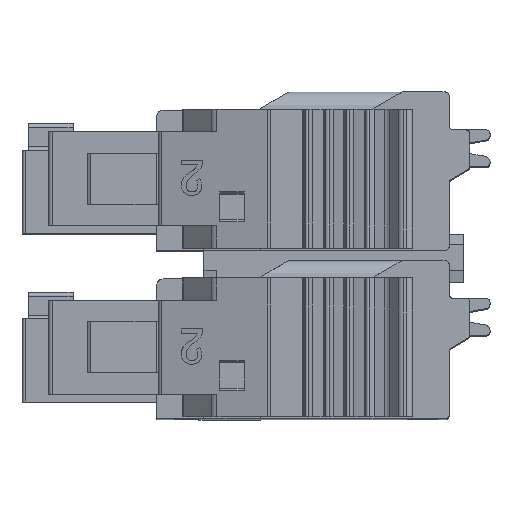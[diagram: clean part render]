
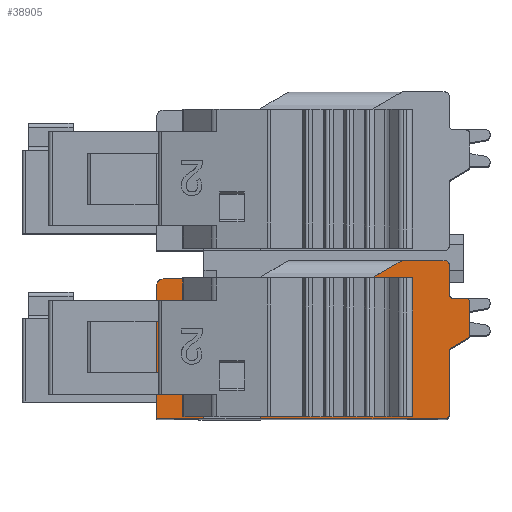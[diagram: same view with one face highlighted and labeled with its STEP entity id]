
A CAD part, top view. The second image highlights one B-rep face of the part: STEP entity #38905.
In plain terms, the highlighted planar face has unit normal (0, 0, 1).
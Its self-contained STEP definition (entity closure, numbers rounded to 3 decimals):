
#183=DIRECTION('',(0.,1.,0.));
#184=VECTOR('',#183,3.107);
#185=CARTESIAN_POINT('',(34.256,8.538,37.275));
#186=LINE('',#185,#184);
#291=DIRECTION('',(1.,0.,0.));
#292=VECTOR('',#291,14.1);
#293=CARTESIAN_POINT('',(19.956,8.338,37.275));
#294=LINE('',#293,#292);
#419=DIRECTION('',(0.,-1.,0.));
#420=VECTOR('',#419,6.55);
#421=CARTESIAN_POINT('',(19.956,14.888,37.275));
#422=LINE('',#421,#420);
#3216=DIRECTION('',(1.,0.,0.));
#3217=VECTOR('',#3216,0.968);
#3218=CARTESIAN_POINT('',(26.932,8.438,37.275));
#3219=LINE('',#3218,#3217);
#3220=DIRECTION('',(0.866,0.5,0.));
#3221=VECTOR('',#3220,1.8);
#3222=CARTESIAN_POINT('',(30.397,15.188,37.275));
#3223=LINE('',#3222,#3221);
#3224=CARTESIAN_POINT('',(34.056,15.888,37.275));
#3225=DIRECTION('',(0.,0.,-1.));
#3226=DIRECTION('',(0.,1.,0.));
#3227=AXIS2_PLACEMENT_3D('',#3224,#3225,#3226);
#3229=CARTESIAN_POINT('',(34.456,14.438,37.275));
#3230=DIRECTION('',(0.,0.,1.));
#3231=DIRECTION('',(-1.,0.,0.));
#3232=AXIS2_PLACEMENT_3D('',#3229,#3230,#3231);
#3234=CARTESIAN_POINT('',(35.056,14.038,37.275));
#3235=DIRECTION('',(0.,0.,-1.));
#3236=DIRECTION('',(0.,1.,0.));
#3237=AXIS2_PLACEMENT_3D('',#3234,#3235,#3236);
#3239=CARTESIAN_POINT('',(35.056,12.453,37.275));
#3240=DIRECTION('',(0.,0.,-1.));
#3241=DIRECTION('',(1.,0.,0.));
#3242=AXIS2_PLACEMENT_3D('',#3239,#3240,#3241);
#3244=DIRECTION('',(-0.866,-0.5,0.));
#3245=VECTOR('',#3244,0.924);
#3246=CARTESIAN_POINT('',(35.156,12.28,37.275));
#3247=LINE('',#3246,#3245);
#3248=CARTESIAN_POINT('',(34.456,11.645,37.275));
#3249=DIRECTION('',(0.,0.,1.));
#3250=DIRECTION('',(-0.5,0.866,0.));
#3251=AXIS2_PLACEMENT_3D('',#3248,#3249,#3250);
#3253=CARTESIAN_POINT('',(34.056,8.538,37.275));
#3254=DIRECTION('',(0.,0.,-1.));
#3255=DIRECTION('',(1.,0.,0.));
#3256=AXIS2_PLACEMENT_3D('',#3253,#3254,#3255);
#3258=CARTESIAN_POINT('',(20.256,14.888,37.275));
#3259=DIRECTION('',(0.,0.,-1.));
#3260=DIRECTION('',(-1.,-0.001,0.));
#3261=AXIS2_PLACEMENT_3D('',#3258,#3259,#3260);
#3263=DIRECTION('',(1.,0.,0.));
#3264=VECTOR('',#3263,1.721);
#3265=CARTESIAN_POINT('',(22.765,8.488,37.275));
#3266=LINE('',#3265,#3264);
#3267=DIRECTION('',(-1.,0.,0.));
#3268=VECTOR('',#3267,1.721);
#3269=CARTESIAN_POINT('',(24.486,14.218,37.275));
#3270=LINE('',#3269,#3268);
#3271=DIRECTION('',(0.,1.,0.));
#3272=VECTOR('',#3271,6.75);
#3273=CARTESIAN_POINT('',(26.932,8.438,37.275));
#3274=LINE('',#3273,#3272);
#3287=DIRECTION('',(-1.,0.,0.));
#3288=VECTOR('',#3287,2.497);
#3289=CARTESIAN_POINT('',(30.397,15.188,37.275));
#3290=LINE('',#3289,#3288);
#3309=DIRECTION('',(-1.,0.,0.));
#3310=VECTOR('',#3309,6.676);
#3311=CARTESIAN_POINT('',(26.932,15.188,37.275));
#3312=LINE('',#3311,#3310);
#19844=DIRECTION('',(-1.,0.,0.));
#19845=VECTOR('',#19844,2.1);
#19846=CARTESIAN_POINT('',(34.056,16.088,37.275));
#19847=LINE('',#19846,#19845);
#20010=DIRECTION('',(0.,1.,0.));
#20011=VECTOR('',#20010,1.45);
#20012=CARTESIAN_POINT('',(34.256,14.438,37.275));
#20013=LINE('',#20012,#20011);
#20263=DIRECTION('',(-1.,0.,0.));
#20264=VECTOR('',#20263,0.6);
#20265=CARTESIAN_POINT('',(35.056,14.238,37.275));
#20266=LINE('',#20265,#20264);
#20279=DIRECTION('',(0.,1.,0.));
#20280=VECTOR('',#20279,1.585);
#20281=CARTESIAN_POINT('',(35.256,12.453,37.275));
#20282=LINE('',#20281,#20280);
#21051=DIRECTION('',(0.,-1.,0.));
#21052=VECTOR('',#21051,6.75);
#21053=CARTESIAN_POINT('',(27.901,15.188,37.275));
#21054=LINE('',#21053,#21052);
#21778=DIRECTION('',(0.,1.,0.));
#21779=VECTOR('',#21778,5.73);
#21780=CARTESIAN_POINT('',(22.765,8.488,37.275));
#21781=LINE('',#21780,#21779);
#21790=DIRECTION('',(0.,-1.,0.));
#21791=VECTOR('',#21790,5.73);
#21792=CARTESIAN_POINT('',(24.486,14.218,37.275));
#21793=LINE('',#21792,#21791);
#27164=CARTESIAN_POINT('',(34.256,8.538,37.275));
#27166=VERTEX_POINT('',#27164);
#27168=CARTESIAN_POINT('',(34.256,11.645,37.275));
#27169=VERTEX_POINT('',#27168);
#27261=CARTESIAN_POINT('',(34.056,8.338,37.275));
#27263=VERTEX_POINT('',#27261);
#27264=CARTESIAN_POINT('',(19.956,8.338,37.275));
#27266=VERTEX_POINT('',#27264);
#27394=CARTESIAN_POINT('',(19.956,14.888,37.275));
#27395=VERTEX_POINT('',#27394);
#27706=CARTESIAN_POINT('',(30.397,15.188,37.275));
#27707=VERTEX_POINT('',#27706);
#27708=CARTESIAN_POINT('',(27.901,15.188,37.275));
#27709=VERTEX_POINT('',#27708);
#27716=CARTESIAN_POINT('',(26.932,15.188,37.275));
#27717=VERTEX_POINT('',#27716);
#27718=CARTESIAN_POINT('',(20.256,15.188,37.275));
#27719=VERTEX_POINT('',#27718);
#29294=CARTESIAN_POINT('',(34.356,11.818,37.275));
#29295=VERTEX_POINT('',#29294);
#29296=CARTESIAN_POINT('',(35.156,12.28,37.275));
#29297=VERTEX_POINT('',#29296);
#29298=CARTESIAN_POINT('',(26.932,8.438,37.275));
#29299=VERTEX_POINT('',#29298);
#29300=CARTESIAN_POINT('',(27.901,8.438,37.275));
#29301=VERTEX_POINT('',#29300);
#29302=CARTESIAN_POINT('',(31.956,16.088,37.275));
#29303=VERTEX_POINT('',#29302);
#29304=CARTESIAN_POINT('',(34.056,16.088,37.275));
#29305=VERTEX_POINT('',#29304);
#29306=CARTESIAN_POINT('',(34.256,15.888,37.275));
#29307=VERTEX_POINT('',#29306);
#29308=CARTESIAN_POINT('',(34.256,14.438,37.275));
#29309=VERTEX_POINT('',#29308);
#29310=CARTESIAN_POINT('',(34.456,14.238,37.275));
#29311=VERTEX_POINT('',#29310);
#29312=CARTESIAN_POINT('',(35.056,14.238,37.275));
#29313=VERTEX_POINT('',#29312);
#29314=CARTESIAN_POINT('',(35.256,14.038,37.275));
#29315=VERTEX_POINT('',#29314);
#29316=CARTESIAN_POINT('',(35.256,12.453,37.275));
#29317=VERTEX_POINT('',#29316);
#29318=CARTESIAN_POINT('',(22.765,8.488,37.275));
#29319=CARTESIAN_POINT('',(22.765,14.218,37.275));
#29320=VERTEX_POINT('',#29318);
#29321=VERTEX_POINT('',#29319);
#29322=CARTESIAN_POINT('',(24.486,8.488,37.275));
#29323=VERTEX_POINT('',#29322);
#29324=CARTESIAN_POINT('',(24.486,14.218,37.275));
#29325=VERTEX_POINT('',#29324);
#38852=CARTESIAN_POINT('',(26.228,12.858,37.275));
#38853=DIRECTION('',(0.,0.,1.));
#38854=DIRECTION('',(1.,0.,0.));
#38855=AXIS2_PLACEMENT_3D('',#38852,#38853,#38854);
#38856=PLANE('',#38855);
#38858=ORIENTED_EDGE('',*,*,#38857,.F.);
#38860=ORIENTED_EDGE('',*,*,#38859,.T.);
#38862=ORIENTED_EDGE('',*,*,#38861,.F.);
#38864=ORIENTED_EDGE('',*,*,#38863,.F.);
#38866=ORIENTED_EDGE('',*,*,#38865,.T.);
#38868=ORIENTED_EDGE('',*,*,#38867,.F.);
#38870=ORIENTED_EDGE('',*,*,#38869,.T.);
#38872=ORIENTED_EDGE('',*,*,#38871,.F.);
#38874=ORIENTED_EDGE('',*,*,#38873,.T.);
#38876=ORIENTED_EDGE('',*,*,#38875,.F.);
#38878=ORIENTED_EDGE('',*,*,#38877,.T.);
#38880=ORIENTED_EDGE('',*,*,#38879,.F.);
#38882=ORIENTED_EDGE('',*,*,#38881,.T.);
#38883=ORIENTED_EDGE('',*,*,#38844,.T.);
#38884=ORIENTED_EDGE('',*,*,#38833,.T.);
#38885=ORIENTED_EDGE('',*,*,#35034,.F.);
#38886=ORIENTED_EDGE('',*,*,#35160,.T.);
#38887=ORIENTED_EDGE('',*,*,#35175,.F.);
#38888=ORIENTED_EDGE('',*,*,#35344,.F.);
#38890=ORIENTED_EDGE('',*,*,#38889,.T.);
#38892=ORIENTED_EDGE('',*,*,#38891,.F.);
#38893=EDGE_LOOP('',(#38858,#38860,#38862,#38864,#38866,#38868,#38870,#38872,
#38874,#38876,#38878,#38880,#38882,#38883,#38884,#38885,#38886,#38887,#38888,
#38890,#38892));
#38894=FACE_OUTER_BOUND('',#38893,.F.);
#38896=ORIENTED_EDGE('',*,*,#38895,.F.);
#38898=ORIENTED_EDGE('',*,*,#38897,.T.);
#38900=ORIENTED_EDGE('',*,*,#38899,.F.);
#38902=ORIENTED_EDGE('',*,*,#38901,.T.);
#38903=EDGE_LOOP('',(#38896,#38898,#38900,#38902));
#38904=FACE_BOUND('',#38903,.F.);
#3228=CIRCLE('',#3227,0.2);
#3233=CIRCLE('',#3232,0.2);
#3238=CIRCLE('',#3237,0.2);
#3243=CIRCLE('',#3242,0.2);
#3252=CIRCLE('',#3251,0.2);
#3257=CIRCLE('',#3256,0.2);
#3262=CIRCLE('',#3261,0.3);
#35034=EDGE_CURVE('',#27166,#27169,#186,.T.);
#35160=EDGE_CURVE('',#27166,#27263,#3257,.T.);
#35175=EDGE_CURVE('',#27266,#27263,#294,.T.);
#35344=EDGE_CURVE('',#27395,#27266,#422,.T.);
#38833=EDGE_CURVE('',#29295,#27169,#3252,.T.);
#38844=EDGE_CURVE('',#29297,#29295,#3247,.T.);
#38857=EDGE_CURVE('',#29299,#27717,#3274,.T.);
#38859=EDGE_CURVE('',#29299,#29301,#3219,.T.);
#38861=EDGE_CURVE('',#27709,#29301,#21054,.T.);
#38863=EDGE_CURVE('',#27707,#27709,#3290,.T.);
#38865=EDGE_CURVE('',#27707,#29303,#3223,.T.);
#38867=EDGE_CURVE('',#29305,#29303,#19847,.T.);
#38869=EDGE_CURVE('',#29305,#29307,#3228,.T.);
#38871=EDGE_CURVE('',#29309,#29307,#20013,.T.);
#38873=EDGE_CURVE('',#29309,#29311,#3233,.T.);
#38875=EDGE_CURVE('',#29313,#29311,#20266,.T.);
#38877=EDGE_CURVE('',#29313,#29315,#3238,.T.);
#38879=EDGE_CURVE('',#29317,#29315,#20282,.T.);
#38881=EDGE_CURVE('',#29317,#29297,#3243,.T.);
#38889=EDGE_CURVE('',#27395,#27719,#3262,.T.);
#38891=EDGE_CURVE('',#27717,#27719,#3312,.T.);
#38895=EDGE_CURVE('',#29320,#29321,#21781,.T.);
#38897=EDGE_CURVE('',#29320,#29323,#3266,.T.);
#38899=EDGE_CURVE('',#29325,#29323,#21793,.T.);
#38901=EDGE_CURVE('',#29325,#29321,#3270,.T.);
#38905=ADVANCED_FACE('',(#38894,#38904),#38856,.T.);
